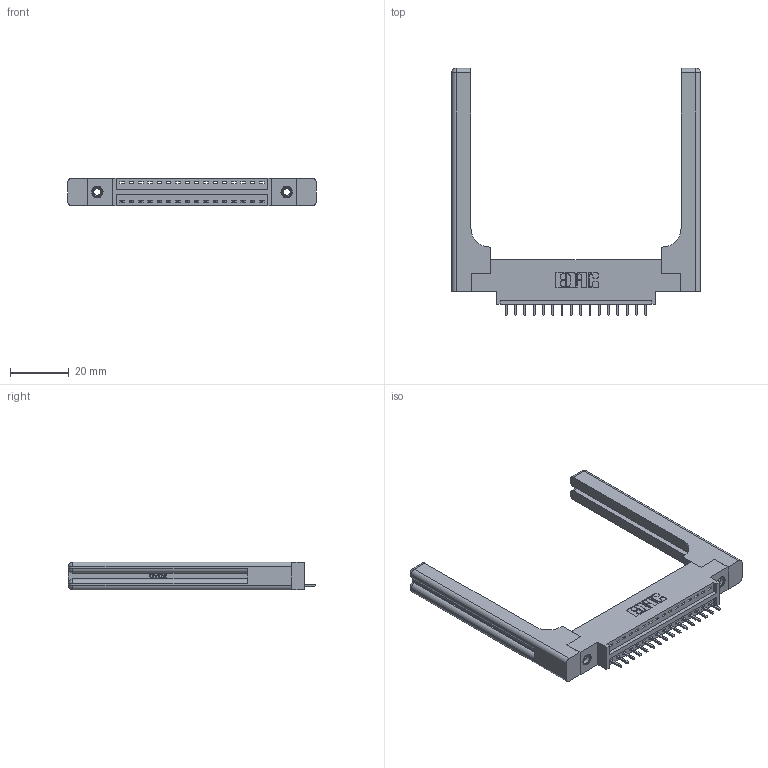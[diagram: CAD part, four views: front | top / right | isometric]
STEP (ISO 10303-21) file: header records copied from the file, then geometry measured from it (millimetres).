
FILE_DESCRIPTION (( 'STEP AP203' ), '1' );
FILE_NAME ('396-016-521-658.STEP', '2019-10-26T18:04:35', ( '' ), ( '' ), 'SwSTEP 2.0', 'SolidWorks 2016', '' );
FILE_SCHEMA (( 'CONFIG_CONTROL_DESIGN' ));
Length unit declared in the file: inch
Products named in the file (5): 346 Part_0.170 Offset - 0.156 Dia-TH; 396-016-521-658; 345-250-001_345-250-001-102; 346-220-058_345-220-058; 345-292-001_345-293-121
Assembly tree (21 placements, depth 2):
  396-016-521-658
    346 Part_0.170 Offset - 0.156 Dia-TH
    345-292-001_345-293-121  x16
    345-250-001_345-250-001-102  x2
    346-220-058_345-220-058  x2
Bounding box: 84.86 x 84.33 x 9.4 mm (x, y, z)
Volume: 15262.2 mm3; surface area: 14547 mm2
Topology: 21 solids, 21 shells, 1310 faces, 3823 edges, 2506 vertices
Faces by surface type: plane 868, cylinder 382, bspline 36, cone 12, sphere 8, torus 4
Entity records: 18762 total; most frequent: CARTESIAN_POINT 4205, ORIENTED_EDGE 2952, DIRECTION 2672, EDGE_CURVE 1476, VECTOR 1188, LINE 1188, VERTEX_POINT 974, AXIS2_PLACEMENT_3D 742
